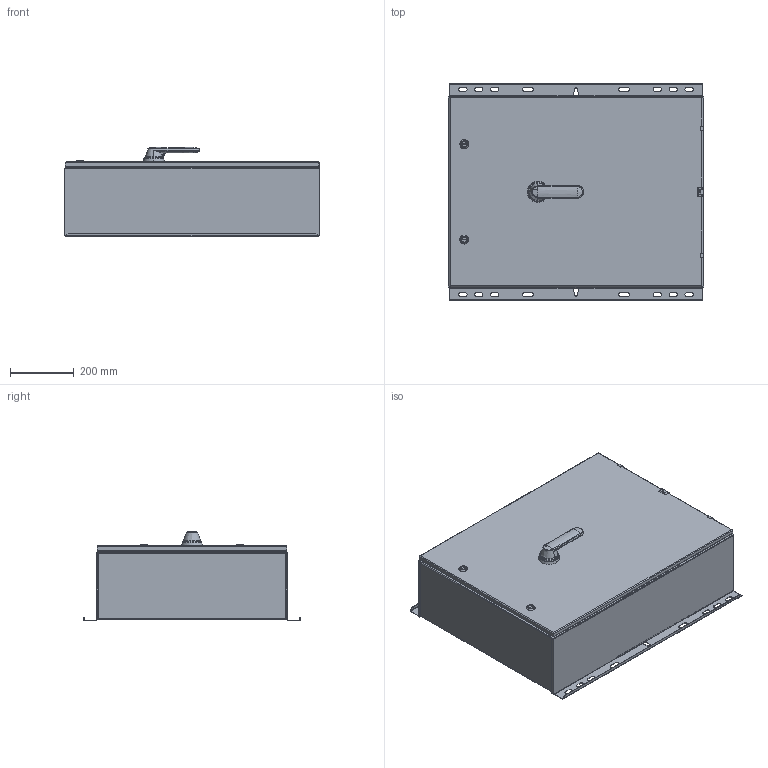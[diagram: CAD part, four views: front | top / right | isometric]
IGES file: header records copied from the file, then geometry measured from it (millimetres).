
Start section:  PTC IGES file: ot160evluu6bz_simplified_igs.igs
Global section: file name: ot160evluu6bz_simplified_igs.igs; native system: Creo Parametric by PTC Inc.; preprocessor: 2016050; author: fijaleh7; organization: Unknown; date: 20170112.124134; units: millimetre
Bounding box: 803.5 x 680 x 280.2 mm (x, y, z)
Volume: 110337720.4 mm3; surface area: 2643747.2 mm2
Topology: 1 solids, 1 shells, 364 faces, 953 edges, 601 vertices
Faces by surface type: bspline 364
